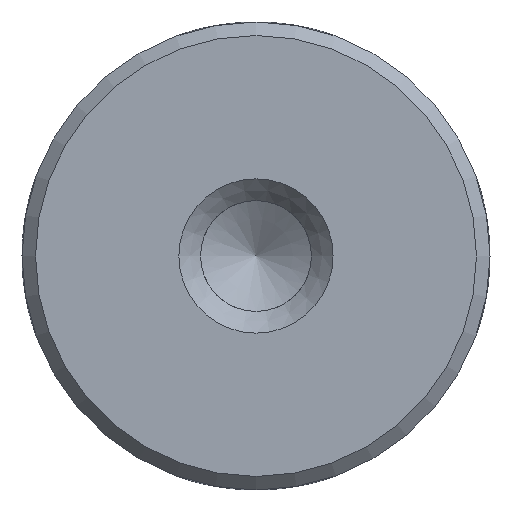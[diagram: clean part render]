
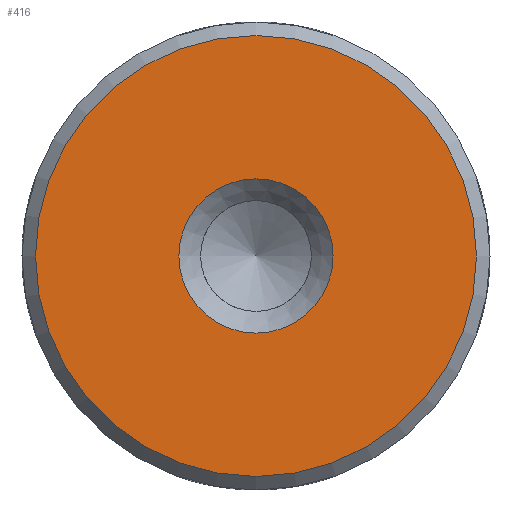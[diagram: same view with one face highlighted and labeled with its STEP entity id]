
A CAD part, front view. The second image highlights one B-rep face of the part: STEP entity #416.
In plain terms, the highlighted planar face has unit normal (0, -1, 0).
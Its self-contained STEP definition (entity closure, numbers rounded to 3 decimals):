
#62=FACE_BOUND('',#103,.T.);
#64=PLANE('',#484);
#78=FACE_OUTER_BOUND('',#102,.T.);
#102=EDGE_LOOP('',(#362));
#103=EDGE_LOOP('',(#363));
#157=CIRCLE('',#481,2.85);
#160=CIRCLE('',#485,8.15);
#198=VERTEX_POINT('',#1370);
#201=VERTEX_POINT('',#1378);
#257=EDGE_CURVE('',#198,#198,#157,.T.);
#261=EDGE_CURVE('',#201,#201,#160,.T.);
#362=ORIENTED_EDGE('',*,*,#261,.F.);
#363=ORIENTED_EDGE('',*,*,#257,.F.);
#416=ADVANCED_FACE('',(#78,#62),#64,.F.);
#481=AXIS2_PLACEMENT_3D('',#1371,#577,#578);
#484=AXIS2_PLACEMENT_3D('',#1377,#584,#585);
#485=AXIS2_PLACEMENT_3D('',#1379,#586,#587);
#577=DIRECTION('center_axis',(0.,-1.,0.));
#578=DIRECTION('ref_axis',(-1.,0.,0.));
#584=DIRECTION('center_axis',(0.,1.,0.));
#585=DIRECTION('ref_axis',(0.,0.,1.));
#586=DIRECTION('center_axis',(0.,1.,0.));
#587=DIRECTION('ref_axis',(1.,0.,0.));
#1370=CARTESIAN_POINT('',(2.85,0.,0.));
#1371=CARTESIAN_POINT('Origin',(0.,0.,0.));
#1377=CARTESIAN_POINT('Origin',(0.,0.,0.));
#1378=CARTESIAN_POINT('',(-8.15,0.,0.));
#1379=CARTESIAN_POINT('Origin',(0.,0.,0.));
